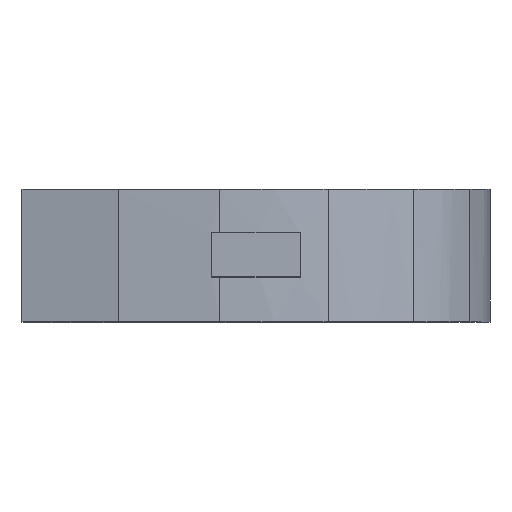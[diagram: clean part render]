
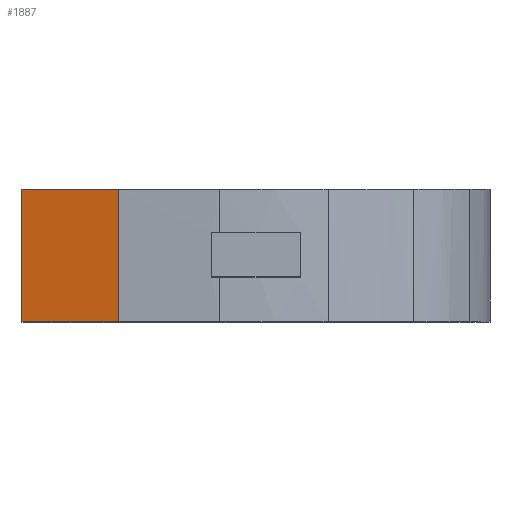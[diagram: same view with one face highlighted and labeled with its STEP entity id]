
A CAD part, top view. The second image highlights one B-rep face of the part: STEP entity #1887.
In plain terms, the highlighted free-form (B-spline) face has degree [3, 1] with [5, 2] control points.
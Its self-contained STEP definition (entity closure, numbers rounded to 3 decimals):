
#27=B_SPLINE_SURFACE_WITH_KNOTS('',3,1,((#2604,#2605),(#2606,#2607),(#2608,
#2609),(#2610,#2611),(#2612,#2613)),.UNSPECIFIED.,.F.,.F.,.F.,(4,1,4),(2,
2),(-0.446,-0.222,0.),(-0.3,0.3),.UNSPECIFIED.);
#121=FACE_OUTER_BOUND('',#227,.T.);
#227=EDGE_LOOP('',(#1350,#1351,#1352,#1353));
#339=LINE('',#2603,#460);
#340=LINE('',#2620,#461);
#460=VECTOR('',#2049,10.);
#461=VECTOR('',#2050,10.);
#578=B_SPLINE_CURVE_WITH_KNOTS('',3,(#2294,#2295,#2296,#2297,#2298),
 .UNSPECIFIED.,.F.,.F.,(4,1,4),(0.,0.222,0.446),
 .UNSPECIFIED.);
#622=B_SPLINE_CURVE_WITH_KNOTS('',3,(#2615,#2616,#2617,#2618,#2619),
 .UNSPECIFIED.,.F.,.F.,(4,1,4),(-0.446,-0.222,0.),
 .UNSPECIFIED.);
#765=VERTEX_POINT('',#2287);
#766=VERTEX_POINT('',#2293);
#810=VERTEX_POINT('',#2597);
#811=VERTEX_POINT('',#2614);
#973=EDGE_CURVE('',#765,#766,#578,.T.);
#1022=EDGE_CURVE('',#765,#810,#339,.T.);
#1023=EDGE_CURVE('',#811,#810,#622,.T.);
#1024=EDGE_CURVE('',#766,#811,#340,.T.);
#1350=ORIENTED_EDGE('',*,*,#1022,.T.);
#1351=ORIENTED_EDGE('',*,*,#1023,.F.);
#1352=ORIENTED_EDGE('',*,*,#1024,.F.);
#1353=ORIENTED_EDGE('',*,*,#973,.F.);
#1887=ADVANCED_FACE('',(#121),#27,.T.);
#2049=DIRECTION('',(0.,1.,0.));
#2050=DIRECTION('',(0.,1.,0.));
#2287=CARTESIAN_POINT('',(6.905,-3.,30.252));
#2293=CARTESIAN_POINT('',(2.544,-3.,29.334));
#2294=CARTESIAN_POINT('Ctrl Pts',(6.905,-3.,30.252));
#2295=CARTESIAN_POINT('Ctrl Pts',(6.171,-3.,30.145));
#2296=CARTESIAN_POINT('Ctrl Pts',(4.698,-3.,29.929));
#2297=CARTESIAN_POINT('Ctrl Pts',(3.263,-3.,29.533));
#2298=CARTESIAN_POINT('Ctrl Pts',(2.544,-3.,29.334));
#2597=CARTESIAN_POINT('',(6.905,3.,30.252));
#2603=CARTESIAN_POINT('',(6.905,0.,30.252));
#2604=CARTESIAN_POINT('Ctrl Pts',(2.544,-3.,29.334));
#2605=CARTESIAN_POINT('Ctrl Pts',(2.544,3.,29.334));
#2606=CARTESIAN_POINT('Ctrl Pts',(3.263,-3.,29.533));
#2607=CARTESIAN_POINT('Ctrl Pts',(3.263,3.,29.533));
#2608=CARTESIAN_POINT('Ctrl Pts',(4.698,-3.,29.929));
#2609=CARTESIAN_POINT('Ctrl Pts',(4.698,3.,29.929));
#2610=CARTESIAN_POINT('Ctrl Pts',(6.171,-3.,30.145));
#2611=CARTESIAN_POINT('Ctrl Pts',(6.171,3.,30.145));
#2612=CARTESIAN_POINT('Ctrl Pts',(6.905,-3.,30.252));
#2613=CARTESIAN_POINT('Ctrl Pts',(6.905,3.,30.252));
#2614=CARTESIAN_POINT('',(2.544,3.,29.334));
#2615=CARTESIAN_POINT('Ctrl Pts',(2.544,3.,29.334));
#2616=CARTESIAN_POINT('Ctrl Pts',(3.263,3.,29.533));
#2617=CARTESIAN_POINT('Ctrl Pts',(4.698,3.,29.929));
#2618=CARTESIAN_POINT('Ctrl Pts',(6.171,3.,30.145));
#2619=CARTESIAN_POINT('Ctrl Pts',(6.905,3.,30.252));
#2620=CARTESIAN_POINT('',(2.544,0.,29.334));
